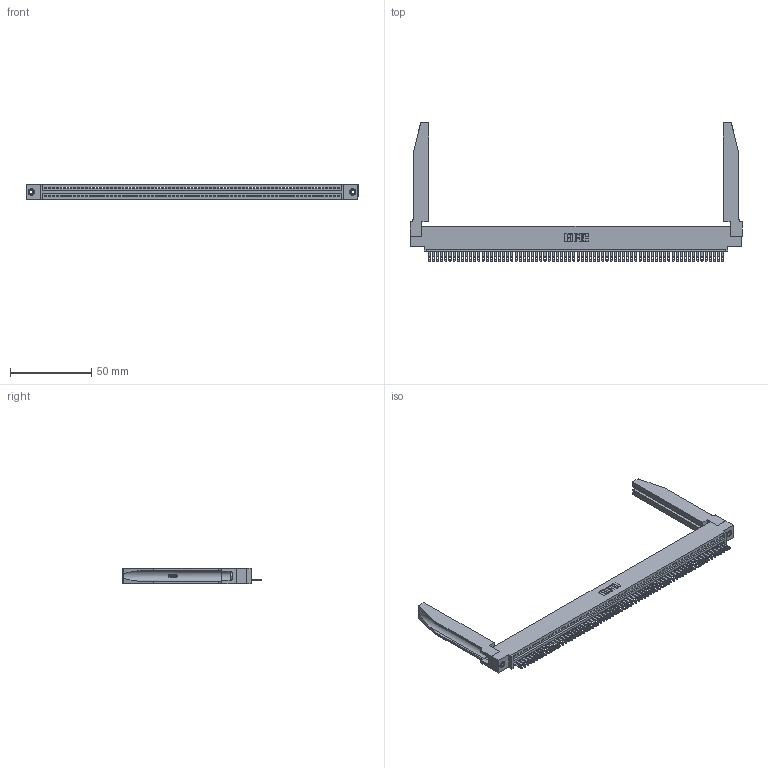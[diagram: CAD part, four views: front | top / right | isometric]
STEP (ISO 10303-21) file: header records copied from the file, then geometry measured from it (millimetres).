
FILE_DESCRIPTION (( 'STEP AP203' ), '1' );
FILE_NAME ('345-072-500-478.STEP', '2019-10-13T02:04:12', ( '' ), ( '' ), 'SwSTEP 2.0', 'SolidWorks 2016', '' );
FILE_SCHEMA (( 'CONFIG_CONTROL_DESIGN' ));
Length unit declared in the file: inch
Products named in the file (5): 345-072-500-478; 345-292-001_345-293-100; 345-220-078_345-220-078; 345 Part_0.110 Offset - 0.156 Dia-TH; 345-250-001_345-250-001-102
Assembly tree (77 placements, depth 2):
  345-072-500-478
    345 Part_0.110 Offset - 0.156 Dia-TH
    345-292-001_345-293-100  x72
    345-250-001_345-250-001-102  x2
    345-220-078_345-220-078  x2
Bounding box: 204.11 x 85.27 x 9.4 mm (x, y, z)
Volume: 27374.4 mm3; surface area: 33548.8 mm2
Topology: 77 solids, 77 shells, 4252 faces, 13057 edges, 8694 vertices
Faces by surface type: plane 2674, cylinder 1526, bspline 36, cone 12, torus 4
Entity records: 54952 total; most frequent: CARTESIAN_POINT 10415, ORIENTED_EDGE 9318, DIRECTION 8061, EDGE_CURVE 4659, LINE 4141, VECTOR 4141, VERTEX_POINT 3100, AXIS2_PLACEMENT_3D 1960
